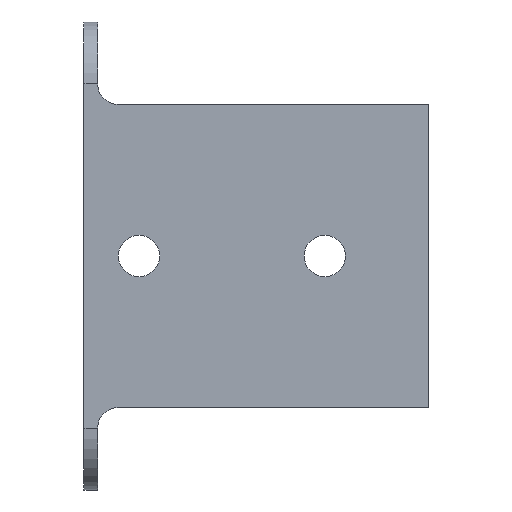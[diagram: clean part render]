
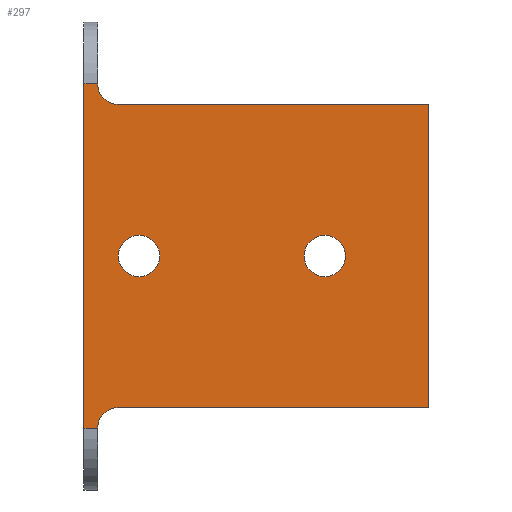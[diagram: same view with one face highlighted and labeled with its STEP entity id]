
A CAD part, front view. The second image highlights one B-rep face of the part: STEP entity #297.
In plain terms, the highlighted planar face has unit normal (0, -1, 0).
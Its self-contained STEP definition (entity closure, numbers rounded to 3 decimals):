
#20 = AXIS2_PLACEMENT_3D ( 'NONE', #743, #31, #46 ) ;
#31 = DIRECTION ( 'NONE',  ( 0., -1., 0. ) ) ;
#38 = ORIENTED_EDGE ( 'NONE', *, *, #867, .T. ) ;
#46 = DIRECTION ( 'NONE',  ( 0., 0., -1. ) ) ;
#47 = CARTESIAN_POINT ( 'NONE',  ( -11.5, 0., -12.5 ) ) ;
#50 = VERTEX_POINT ( 'NONE', #1102 ) ;
#61 = CARTESIAN_POINT ( 'NONE',  ( -12.5, 0., 12.5 ) ) ;
#65 = VERTEX_POINT ( 'NONE', #607 ) ;
#81 = FACE_OUTER_BOUND ( 'NONE', #115, .T. ) ;
#103 = VECTOR ( 'NONE', #823, 1000. ) ;
#115 = EDGE_LOOP ( 'NONE', ( #819, #227, #427, #164, #811, #476, #690, #436 ) ) ;
#135 = VERTEX_POINT ( 'NONE', #425 ) ;
#138 = DIRECTION ( 'NONE',  ( 0., 0., 1. ) ) ;
#142 = CARTESIAN_POINT ( 'NONE',  ( -10., 0., 12.5 ) ) ;
#143 = CARTESIAN_POINT ( 'NONE',  ( 12.5, 0., -11. ) ) ;
#152 = EDGE_CURVE ( 'NONE', #265, #485, #715, .T. ) ;
#155 = VERTEX_POINT ( 'NONE', #1208 ) ;
#164 = ORIENTED_EDGE ( 'NONE', *, *, #345, .T. ) ;
#200 = AXIS2_PLACEMENT_3D ( 'NONE', #639, #233, #138 ) ;
#227 = ORIENTED_EDGE ( 'NONE', *, *, #1174, .F. ) ;
#233 = DIRECTION ( 'NONE',  ( 0., 1., 0. ) ) ;
#240 = VECTOR ( 'NONE', #775, 1000. ) ;
#248 = EDGE_CURVE ( 'NONE', #65, #155, #684, .T. ) ;
#250 = DIRECTION ( 'NONE',  ( 0., 0., 1. ) ) ;
#256 = AXIS2_PLACEMENT_3D ( 'NONE', #954, #1140, #264 ) ;
#260 = LINE ( 'NONE', #143, #689 ) ;
#264 = DIRECTION ( 'NONE',  ( 0., 0., 1. ) ) ;
#265 = VERTEX_POINT ( 'NONE', #350 ) ;
#289 = EDGE_CURVE ( 'NONE', #390, #947, #1226, .T. ) ;
#297 = ADVANCED_FACE ( 'NONE', ( #81, #543, #1209 ), #754, .F. ) ;
#318 = EDGE_CURVE ( 'NONE', #408, #626, #1007, .T. ) ;
#327 = AXIS2_PLACEMENT_3D ( 'NONE', #654, #1150, #250 ) ;
#340 = CARTESIAN_POINT ( 'NONE',  ( -12.5, 0., -11. ) ) ;
#345 = EDGE_CURVE ( 'NONE', #50, #135, #698, .T. ) ;
#350 = CARTESIAN_POINT ( 'NONE',  ( -11.5, 0., 12.5 ) ) ;
#359 = CIRCLE ( 'NONE', #200, 1.5 ) ;
#365 = DIRECTION ( 'NONE',  ( 1., 0., 0. ) ) ;
#390 = VERTEX_POINT ( 'NONE', #468 ) ;
#408 = VERTEX_POINT ( 'NONE', #886 ) ;
#425 = CARTESIAN_POINT ( 'NONE',  ( 12.5, 0., -11. ) ) ;
#427 = ORIENTED_EDGE ( 'NONE', *, *, #994, .F. ) ;
#436 = ORIENTED_EDGE ( 'NONE', *, *, #152, .T. ) ;
#445 = DIRECTION ( 'NONE',  ( 0., 1., 0. ) ) ;
#447 = DIRECTION ( 'NONE',  ( 0., 0., 1. ) ) ;
#451 = EDGE_CURVE ( 'NONE', #947, #390, #525, .T. ) ;
#468 = CARTESIAN_POINT ( 'NONE',  ( -8.5, 0., -1.5 ) ) ;
#470 = DIRECTION ( 'NONE',  ( -1., 0., 0. ) ) ;
#476 = ORIENTED_EDGE ( 'NONE', *, *, #248, .F. ) ;
#485 = VERTEX_POINT ( 'NONE', #61 ) ;
#525 = CIRCLE ( 'NONE', #910, 1.5 ) ;
#543 = FACE_BOUND ( 'NONE', #669, .T. ) ;
#555 = CARTESIAN_POINT ( 'NONE',  ( 0., 0., -12.5 ) ) ;
#565 = AXIS2_PLACEMENT_3D ( 'NONE', #142, #445, #750 ) ;
#583 = DIRECTION ( 'NONE',  ( 0., 0., 1. ) ) ;
#595 = VECTOR ( 'NONE', #470, 1000. ) ;
#607 = CARTESIAN_POINT ( 'NONE',  ( -10., 0., 11. ) ) ;
#611 = VECTOR ( 'NONE', #1015, 1000. ) ;
#626 = VERTEX_POINT ( 'NONE', #1194 ) ;
#639 = CARTESIAN_POINT ( 'NONE',  ( 5., 0., 0. ) ) ;
#646 = CARTESIAN_POINT ( 'NONE',  ( -8.5, 0., 1.5 ) ) ;
#654 = CARTESIAN_POINT ( 'NONE',  ( 0., 0., 0. ) ) ;
#660 = DIRECTION ( 'NONE',  ( 0., 1., 0. ) ) ;
#669 = EDGE_LOOP ( 'NONE', ( #1009, #691 ) ) ;
#684 = LINE ( 'NONE', #976, #240 ) ;
#689 = VECTOR ( 'NONE', #1131, 1000. ) ;
#690 = ORIENTED_EDGE ( 'NONE', *, *, #1008, .T. ) ;
#691 = ORIENTED_EDGE ( 'NONE', *, *, #289, .T. ) ;
#698 = LINE ( 'NONE', #869, #957 ) ;
#715 = LINE ( 'NONE', #1203, #103 ) ;
#735 = ORIENTED_EDGE ( 'NONE', *, *, #318, .T. ) ;
#743 = CARTESIAN_POINT ( 'NONE',  ( -10., 0., -12.5 ) ) ;
#750 = DIRECTION ( 'NONE',  ( 0., 0., 1. ) ) ;
#754 = PLANE ( 'NONE',  #327 ) ;
#768 = EDGE_CURVE ( 'NONE', #979, #485, #1127, .T. ) ;
#770 = CARTESIAN_POINT ( 'NONE',  ( -8.5, 0., 0. ) ) ;
#775 = DIRECTION ( 'NONE',  ( 1., 0., 0. ) ) ;
#811 = ORIENTED_EDGE ( 'NONE', *, *, #834, .F. ) ;
#819 = ORIENTED_EDGE ( 'NONE', *, *, #768, .F. ) ;
#823 = DIRECTION ( 'NONE',  ( -1., 0., 0. ) ) ;
#834 = EDGE_CURVE ( 'NONE', #155, #135, #260, .T. ) ;
#867 = EDGE_CURVE ( 'NONE', #626, #408, #359, .T. ) ;
#869 = CARTESIAN_POINT ( 'NONE',  ( -12.5, 0., -11. ) ) ;
#886 = CARTESIAN_POINT ( 'NONE',  ( 5., 0., 1.5 ) ) ;
#910 = AXIS2_PLACEMENT_3D ( 'NONE', #770, #1162, #583 ) ;
#947 = VERTEX_POINT ( 'NONE', #646 ) ;
#954 = CARTESIAN_POINT ( 'NONE',  ( -8.5, 0., 0. ) ) ;
#957 = VECTOR ( 'NONE', #365, 1000. ) ;
#962 = CIRCLE ( 'NONE', #565, 1.5 ) ;
#976 = CARTESIAN_POINT ( 'NONE',  ( -12.5, 0., 11. ) ) ;
#979 = VERTEX_POINT ( 'NONE', #1211 ) ;
#994 = EDGE_CURVE ( 'NONE', #50, #1100, #1264, .T. ) ;
#1000 = EDGE_LOOP ( 'NONE', ( #735, #38 ) ) ;
#1007 = CIRCLE ( 'NONE', #1180, 1.5 ) ;
#1008 = EDGE_CURVE ( 'NONE', #65, #265, #962, .T. ) ;
#1009 = ORIENTED_EDGE ( 'NONE', *, *, #451, .T. ) ;
#1015 = DIRECTION ( 'NONE',  ( 0., 0., 1. ) ) ;
#1100 = VERTEX_POINT ( 'NONE', #47 ) ;
#1102 = CARTESIAN_POINT ( 'NONE',  ( -10., 0., -11. ) ) ;
#1127 = LINE ( 'NONE', #340, #611 ) ;
#1131 = DIRECTION ( 'NONE',  ( 0., 0., -1. ) ) ;
#1140 = DIRECTION ( 'NONE',  ( 0., 1., 0. ) ) ;
#1150 = DIRECTION ( 'NONE',  ( 0., 1., 0. ) ) ;
#1162 = DIRECTION ( 'NONE',  ( 0., 1., 0. ) ) ;
#1174 = EDGE_CURVE ( 'NONE', #1100, #979, #1185, .T. ) ;
#1180 = AXIS2_PLACEMENT_3D ( 'NONE', #1239, #660, #447 ) ;
#1185 = LINE ( 'NONE', #555, #595 ) ;
#1194 = CARTESIAN_POINT ( 'NONE',  ( 5., 0., -1.5 ) ) ;
#1203 = CARTESIAN_POINT ( 'NONE',  ( 0., 0., 12.5 ) ) ;
#1208 = CARTESIAN_POINT ( 'NONE',  ( 12.5, 0., 11. ) ) ;
#1209 = FACE_BOUND ( 'NONE', #1000, .T. ) ;
#1211 = CARTESIAN_POINT ( 'NONE',  ( -12.5, 0., -12.5 ) ) ;
#1226 = CIRCLE ( 'NONE', #256, 1.5 ) ;
#1239 = CARTESIAN_POINT ( 'NONE',  ( 5., 0., 0. ) ) ;
#1264 = CIRCLE ( 'NONE', #20, 1.5 ) ;
